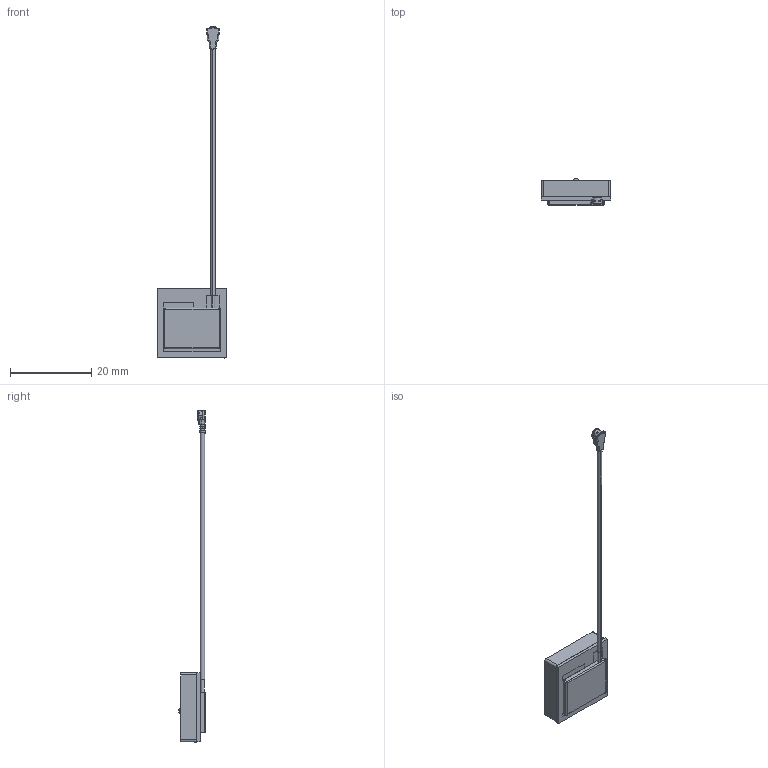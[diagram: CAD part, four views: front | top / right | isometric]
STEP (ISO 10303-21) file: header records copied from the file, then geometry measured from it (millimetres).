
FILE_DESCRIPTION (( 'STEP AP214' ), '1' );
FILE_NAME ('AP.17E.07.0064A.STEP', '2018-04-13T09:27:42', ( '' ), ( '' ), 'SwSTEP 2.0', 'SolidWorks 2017', '' );
FILE_SCHEMA (( 'AUTOMOTIVE_DESIGN' ));
Length unit declared in the file: millimetre
Products named in the file (6): 204111G000000A_IPEX 1; 300115C010000A_1.13 Cable; 000513B030007A_Shielding case; 100213B060007A_PCB; 001513B070007A_Patch; AP.17E.07.0064A
Assembly tree (5 placements, depth 2):
  AP.17E.07.0064A
    001513B070007A_Patch
    100213B060007A_PCB
    000513B030007A_Shielding case
    300115C010000A_1.13 Cable
    204111G000000A_IPEX 1
Bounding box: 17 x 6.6 x 81.75 mm (x, y, z)
Volume: 1497.9 mm3; surface area: 2180.6 mm2
Topology: 5 solids, 5 shells, 591 faces, 1494 edges, 977 vertices
Faces by surface type: plane 319, bspline 150, cylinder 120, torus 2
Entity records: 24347 total; most frequent: CARTESIAN_POINT 6853, ORIENTED_EDGE 2984, DIRECTION 2272, EDGE_CURVE 1492, VERTEX_POINT 977, LINE 906, VECTOR 906, AXIS2_PLACEMENT_3D 683
